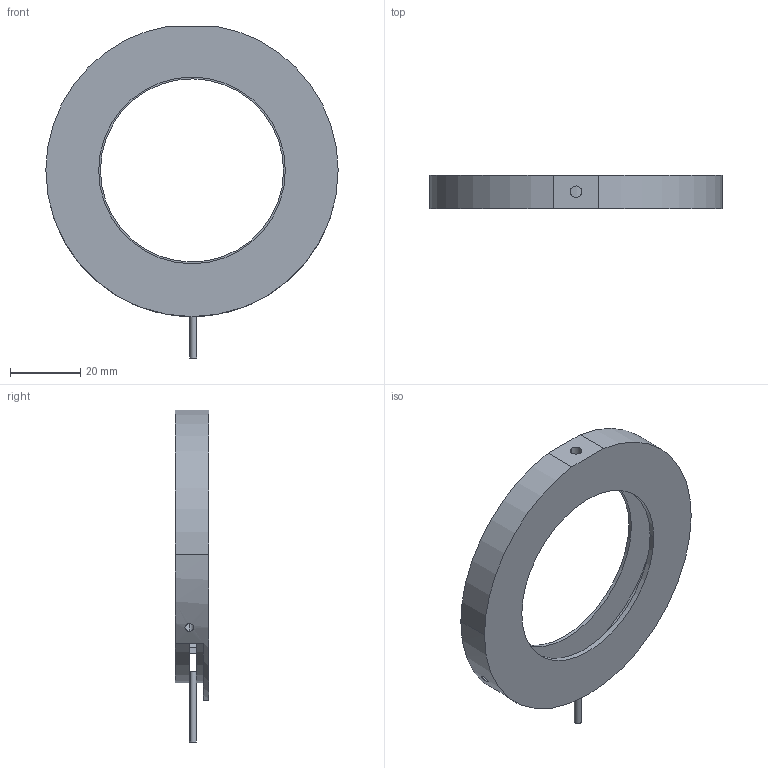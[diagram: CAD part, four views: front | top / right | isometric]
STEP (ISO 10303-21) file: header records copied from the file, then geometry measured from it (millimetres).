
FILE_DESCRIPTION (( 'STEP AP214' ), '1' );
FILE_NAME ('GCM-5704M-三维外形图-20170316.STEP', '2017-03-16T07:04:59', ( 'd' ), ( '' ), 'SwSTEP 2.0', 'SolidWorks 2012', '' );
FILE_SCHEMA (( 'AUTOMOTIVE_DESIGN' ));
Length unit declared in the file: millimetre
Products named in the file (1): GCM-5704M-三维外形图-20170316
Bounding box: 83 x 9.5 x 94.26 mm (x, y, z)
Surface area: 17446.7 mm2 (no closed solid volume)
Topology: 0 solids, 3 shells, 34 faces, 90 edges, 60 vertices
Faces by surface type: cylinder 22, plane 12
Entity records: 1667 total; most frequent: CARTESIAN_POINT 389, DIRECTION 190, ORIENTED_EDGE 170, EDGE_CURVE 90, AXIS2_PLACEMENT_3D 75, VERTEX_POINT 60, EDGE_LOOP 46, CIRCLE 40
